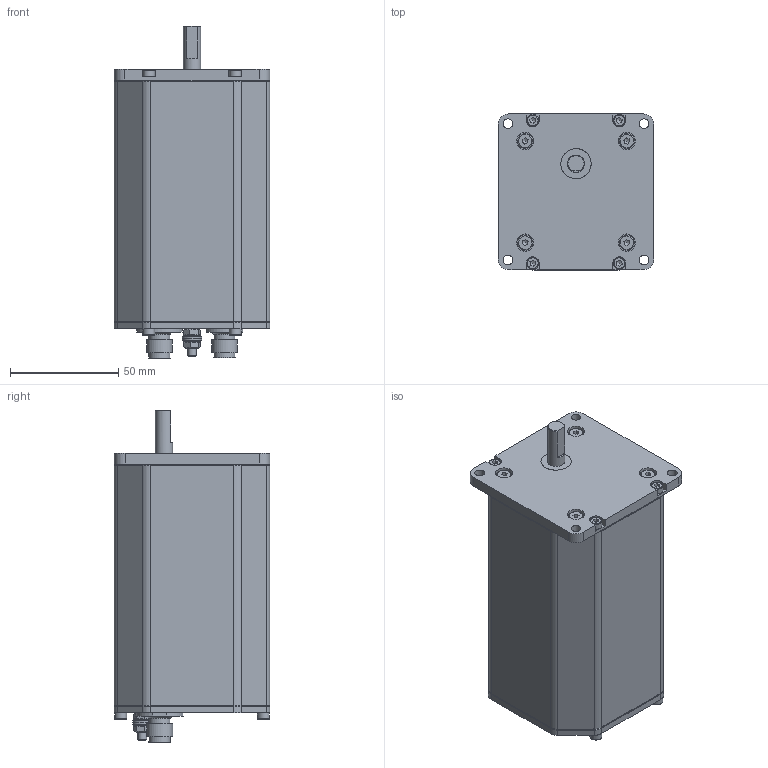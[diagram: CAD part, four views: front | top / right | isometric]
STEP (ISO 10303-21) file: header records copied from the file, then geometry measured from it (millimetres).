
FILE_DESCRIPTION((''),'2;1');
FILE_NAME('PSE171_172.stp','2010-03-04T10:02:43',('nwolf'),(''),'Autodesk Inventor 2009','Autodesk Inventor 2009','');
FILE_SCHEMA(('AUTOMOTIVE_DESIGN { 1 0 10303 214 1 1 1 1 }'));
Length unit declared in the file: millimetre
Products named in the file (16): ENG-000676; 1030.009904MC; DIN 7984 M4 x 8; 1200.005334MD; ENG-000673; 1450.000694MA; 1010.001153MG; 1030.009804MB; DIN 912 - ersetzt durch DIN EN ISO 4762 M3 x 10; DIN 912 - ersetzt durch DIN EN ISO 4762 M4 x 16; DIN 934 - ersetzt durch DIN EN 24032/28673/28674 M4; DIN 6797 A A 4,3; DIN 125-1 A A 4,3; 1450.000964MB; ENG-000674; ENG-000675
Assembly tree (28 placements, depth 2):
  ENG-000676
    1030.009904MC
    DIN 7984 M4 x 8  x4
    1200.005334MD
    ENG-000673
    1450.000694MA
    1010.001153MG
    1030.009804MB
    DIN 912 - ersetzt durch DIN EN ISO 4762 M3 x 10  x8
    DIN 912 - ersetzt durch DIN EN ISO 4762 M4 x 16
    DIN 934 - ersetzt durch DIN EN 24032/28673/28674 M4  x2
    DIN 6797 A A 4,3  x2
    DIN 125-1 A A 4,3  x2
    1450.000964MB
    ENG-000674
    ENG-000675
Bounding box: 72 x 72.05 x 153.5 mm (x, y, z)
Volume: 147948.8 mm3; surface area: 103958.7 mm2
Topology: 30 solids, 30 shells, 1059 faces, 2682 edges, 1769 vertices
Faces by surface type: plane 665, cylinder 272, bspline 61, cone 38, torus 15, sphere 8
Full cylindrical faces by diameter (mm): 0.7 x8, 1 x16, 3 x8, 4 x5, 4.3 x4, 5.5 x8, 7 x6, 8 x3, 8.3 x2, 9 x6, 10 x5, 12 x2, 13.5 x1, 14 x2, 15 x1, 18 x1
Entity records: 25986 total; most frequent: CARTESIAN_POINT 5151, DIRECTION 4320, ORIENTED_EDGE 4004, EDGE_CURVE 2002, AXIS2_PLACEMENT_3D 1515, VERTEX_POINT 1389, VECTOR 1290, LINE 1290
